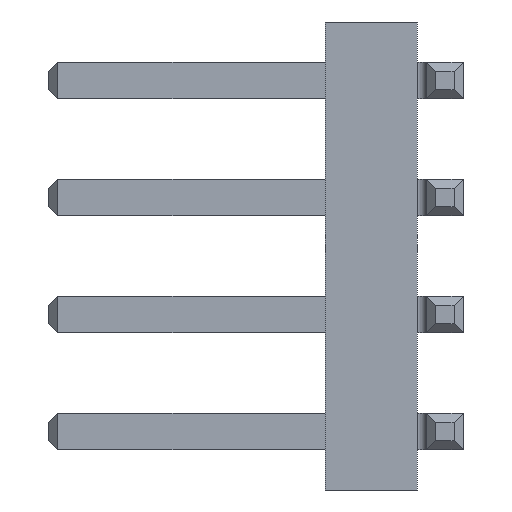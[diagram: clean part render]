
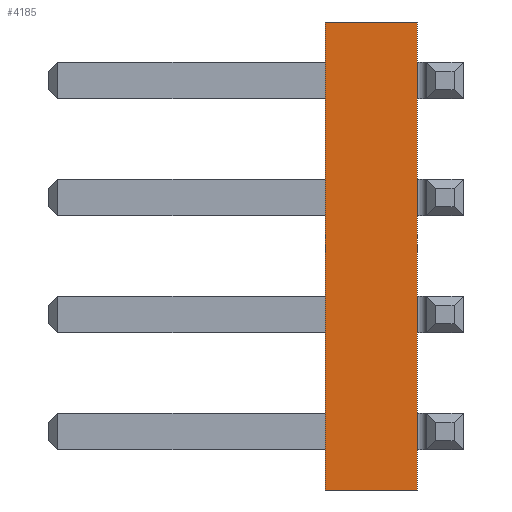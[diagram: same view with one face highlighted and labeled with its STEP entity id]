
A CAD part, left-side view. The second image highlights one B-rep face of the part: STEP entity #4185.
In plain terms, the highlighted planar face has unit normal (-1, 0, 0).
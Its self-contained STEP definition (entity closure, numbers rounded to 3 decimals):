
#225 = LINE ( 'NONE', #4180, #6704 ) ;
#226 = CARTESIAN_POINT ( 'NONE',  ( 0., 1., 5.08 ) ) ;
#285 = DIRECTION ( 'NONE',  ( 1., 0., 0. ) ) ;
#468 = EDGE_CURVE ( 'NONE', #605, #4632, #225, .T. ) ;
#595 = CARTESIAN_POINT ( 'NONE',  ( 0., 1., 0. ) ) ;
#605 = VERTEX_POINT ( 'NONE', #595 ) ;
#976 = VECTOR ( 'NONE', #2501, 1000. ) ;
#1561 = DIRECTION ( 'NONE',  ( 0., -1., 0. ) ) ;
#1697 = CARTESIAN_POINT ( 'NONE',  ( 0., 1., 1.27 ) ) ;
#1777 = DIRECTION ( 'NONE',  ( 0., 0., -1. ) ) ;
#1969 = CARTESIAN_POINT ( 'NONE',  ( 0., 0., 1.27 ) ) ;
#2004 = FACE_OUTER_BOUND ( 'NONE', #2589, .T. ) ;
#2020 = VERTEX_POINT ( 'NONE', #3654 ) ;
#2309 = EDGE_CURVE ( 'NONE', #2020, #4632, #6496, .T. ) ;
#2395 = EDGE_CURVE ( 'NONE', #3678, #2020, #3223, .T. ) ;
#2463 = ORIENTED_EDGE ( 'NONE', *, *, #4355, .T. ) ;
#2501 = DIRECTION ( 'NONE',  ( 0., 0., -1. ) ) ;
#2589 = EDGE_LOOP ( 'NONE', ( #5422, #3530, #4226, #2463 ) ) ;
#2612 = AXIS2_PLACEMENT_3D ( 'NONE', #1969, #285, #4814 ) ;
#3223 = LINE ( 'NONE', #5548, #7248 ) ;
#3530 = ORIENTED_EDGE ( 'NONE', *, *, #2309, .F. ) ;
#3654 = CARTESIAN_POINT ( 'NONE',  ( 0., 0., 5.08 ) ) ;
#3678 = VERTEX_POINT ( 'NONE', #226 ) ;
#3696 = DIRECTION ( 'NONE',  ( 0., -1., 0. ) ) ;
#4180 = CARTESIAN_POINT ( 'NONE',  ( 0., 0., 0. ) ) ;
#4185 = ADVANCED_FACE ( 'NONE', ( #2004 ), #4238, .F. ) ;
#4226 = ORIENTED_EDGE ( 'NONE', *, *, #2395, .F. ) ;
#4238 = PLANE ( 'NONE',  #2612 ) ;
#4355 = EDGE_CURVE ( 'NONE', #3678, #605, #6948, .T. ) ;
#4632 = VERTEX_POINT ( 'NONE', #5385 ) ;
#4814 = DIRECTION ( 'NONE',  ( 0., 1., 0. ) ) ;
#5357 = CARTESIAN_POINT ( 'NONE',  ( 0., 0., 1.27 ) ) ;
#5385 = CARTESIAN_POINT ( 'NONE',  ( 0., 0., 0. ) ) ;
#5422 = ORIENTED_EDGE ( 'NONE', *, *, #468, .T. ) ;
#5548 = CARTESIAN_POINT ( 'NONE',  ( 0., 0., 5.08 ) ) ;
#5994 = VECTOR ( 'NONE', #1777, 1000. ) ;
#6496 = LINE ( 'NONE', #5357, #976 ) ;
#6704 = VECTOR ( 'NONE', #3696, 1000. ) ;
#6948 = LINE ( 'NONE', #1697, #5994 ) ;
#7248 = VECTOR ( 'NONE', #1561, 1000. ) ;
